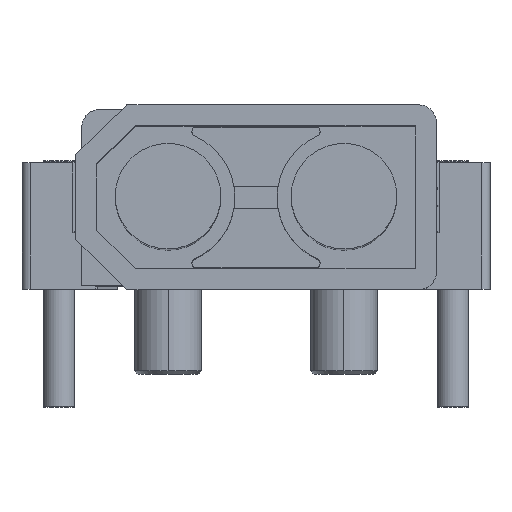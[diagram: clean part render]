
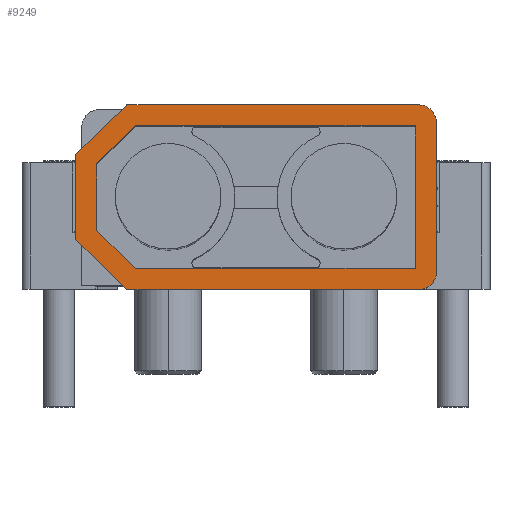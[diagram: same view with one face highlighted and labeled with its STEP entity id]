
A CAD part, top view. The second image highlights one B-rep face of the part: STEP entity #9249.
In plain terms, the highlighted face is planar.
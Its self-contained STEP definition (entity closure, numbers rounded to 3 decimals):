
#17 = FACE_OUTER_BOUND ( 'NONE', #2670, .T. ) ;
#32 = DIRECTION ( 'NONE',  ( 1., 0., 0. ) ) ;
#66 = AXIS2_PLACEMENT_3D ( 'NONE', #9991, #10165, #4409 ) ;
#197 = DIRECTION ( 'NONE',  ( 0., -1., 0. ) ) ;
#312 = DIRECTION ( 'NONE',  ( -1., 0., 0. ) ) ;
#376 = EDGE_CURVE ( 'NONE', #4338, #9603, #14335, .T. ) ;
#390 = PLANE ( 'NONE',  #66 ) ;
#674 = LINE ( 'NONE', #4881, #13199 ) ;
#969 = VERTEX_POINT ( 'NONE', #997 ) ;
#997 = CARTESIAN_POINT ( 'NONE',  ( 3.831, 10.244, -20. ) ) ;
#1299 = CARTESIAN_POINT ( 'NONE',  ( 0.6, 8.555, -20. ) ) ;
#1340 = VECTOR ( 'NONE', #15691, 1000. ) ;
#1440 = CARTESIAN_POINT ( 'NONE',  ( 1.677, 9.65, -20. ) ) ;
#1588 = CARTESIAN_POINT ( 'NONE',  ( 4.65, 6.175, -20. ) ) ;
#1620 = LINE ( 'NONE', #4424, #6072 ) ;
#1653 = AXIS2_PLACEMENT_3D ( 'NONE', #11731, #4674, #14618 ) ;
#1730 = CARTESIAN_POINT ( 'NONE',  ( 4.65, 0.6, -20. ) ) ;
#1767 = VERTEX_POINT ( 'NONE', #10535 ) ;
#1897 = LINE ( 'NONE', #3294, #17178 ) ;
#1921 = CARTESIAN_POINT ( 'NONE',  ( 0., 8.792, -20. ) ) ;
#2144 = DIRECTION ( 'NONE',  ( -0.701, 0.713, 0. ) ) ;
#2491 = AXIS2_PLACEMENT_3D ( 'NONE', #4181, #5663, #14224 ) ;
#2529 = VECTOR ( 'NONE', #8920, 1000. ) ;
#2653 = ORIENTED_EDGE ( 'NONE', *, *, #12319, .F. ) ;
#2670 = EDGE_LOOP ( 'NONE', ( #6609, #5962, #14451, #5697, #2996, #9814, #8776, #18342, #2653, #10086, #6241, #3729 ) ) ;
#2709 = CARTESIAN_POINT ( 'NONE',  ( 1.433, 10.25, -20. ) ) ;
#2996 = ORIENTED_EDGE ( 'NONE', *, *, #15377, .F. ) ;
#3185 = DIRECTION ( 'NONE',  ( 1., 0., 0. ) ) ;
#3246 = CARTESIAN_POINT ( 'NONE',  ( -8.634, 0.014, -20. ) ) ;
#3294 = CARTESIAN_POINT ( 'NONE',  ( 13.884, 0.014, -20. ) ) ;
#3364 = CARTESIAN_POINT ( 'NONE',  ( 4.75, 0., -20. ) ) ;
#3476 = EDGE_CURVE ( 'NONE', #5695, #5866, #10021, .T. ) ;
#3515 = ORIENTED_EDGE ( 'NONE', *, *, #4900, .T. ) ;
#3543 = VERTEX_POINT ( 'NONE', #12889 ) ;
#3676 = VERTEX_POINT ( 'NONE', #1440 ) ;
#3729 = ORIENTED_EDGE ( 'NONE', *, *, #12433, .F. ) ;
#3896 = VERTEX_POINT ( 'NONE', #16663 ) ;
#3994 = LINE ( 'NONE', #16917, #10224 ) ;
#4181 = CARTESIAN_POINT ( 'NONE',  ( 1.433, 10.23, -20. ) ) ;
#4338 = VERTEX_POINT ( 'NONE', #4630 ) ;
#4387 = AXIS2_PLACEMENT_3D ( 'NONE', #7387, #15743, #5690 ) ;
#4409 = DIRECTION ( 'NONE',  ( 0., -1., 0. ) ) ;
#4424 = CARTESIAN_POINT ( 'NONE',  ( 0.6, 6.175, -20. ) ) ;
#4513 = VECTOR ( 'NONE', #17454, 1000. ) ;
#4581 = DIRECTION ( 'NONE',  ( 0., 0., 1. ) ) ;
#4630 = CARTESIAN_POINT ( 'NONE',  ( 4.65, 8.555, -20. ) ) ;
#4674 = DIRECTION ( 'NONE',  ( 0., 0., -1. ) ) ;
#4735 = CIRCLE ( 'NONE', #15113, 0.02 ) ;
#4881 = CARTESIAN_POINT ( 'NONE',  ( 0., 10.25, -20. ) ) ;
#4900 = EDGE_CURVE ( 'NONE', #4338, #6753, #12019, .T. ) ;
#5281 = EDGE_CURVE ( 'NONE', #6753, #3676, #14108, .T. ) ;
#5374 = CARTESIAN_POINT ( 'NONE',  ( 2.625, 9.65, -20. ) ) ;
#5573 = CARTESIAN_POINT ( 'NONE',  ( 1.419, 10.244, -20. ) ) ;
#5618 = CARTESIAN_POINT ( 'NONE',  ( 4.75, 0.5, -20. ) ) ;
#5628 = DIRECTION ( 'NONE',  ( 0., 1., 0. ) ) ;
#5635 = VERTEX_POINT ( 'NONE', #2709 ) ;
#5663 = DIRECTION ( 'NONE',  ( 0., 0., 1. ) ) ;
#5690 = DIRECTION ( 'NONE',  ( 1., 0., 0. ) ) ;
#5695 = VERTEX_POINT ( 'NONE', #8321 ) ;
#5697 = ORIENTED_EDGE ( 'NONE', *, *, #6862, .F. ) ;
#5790 = EDGE_CURVE ( 'NONE', #969, #3543, #14178, .T. ) ;
#5866 = VERTEX_POINT ( 'NONE', #3364 ) ;
#5962 = ORIENTED_EDGE ( 'NONE', *, *, #7139, .F. ) ;
#6072 = VECTOR ( 'NONE', #5628, 1000. ) ;
#6142 = DIRECTION ( 'NONE',  ( 1., 0., 0. ) ) ;
#6241 = ORIENTED_EDGE ( 'NONE', *, *, #15043, .F. ) ;
#6609 = ORIENTED_EDGE ( 'NONE', *, *, #5790, .F. ) ;
#6753 = VERTEX_POINT ( 'NONE', #8722 ) ;
#6859 = EDGE_LOOP ( 'NONE', ( #10952, #11535, #10699, #3515, #16015, #9115 ) ) ;
#6862 = EDGE_CURVE ( 'NONE', #8032, #12431, #9184, .T. ) ;
#6889 = DIRECTION ( 'NONE',  ( 0., -1., 0. ) ) ;
#7139 = EDGE_CURVE ( 'NONE', #17351, #969, #1897, .T. ) ;
#7294 = FACE_BOUND ( 'NONE', #6859, .T. ) ;
#7387 = CARTESIAN_POINT ( 'NONE',  ( 3.817, 10.23, -20. ) ) ;
#7529 = EDGE_CURVE ( 'NONE', #12431, #17351, #4735, .T. ) ;
#7616 = CARTESIAN_POINT ( 'NONE',  ( 5.25, 0., -20. ) ) ;
#7836 = VERTEX_POINT ( 'NONE', #1921 ) ;
#8032 = VERTEX_POINT ( 'NONE', #15863 ) ;
#8126 = CIRCLE ( 'NONE', #15572, 0.5 ) ;
#8321 = CARTESIAN_POINT ( 'NONE',  ( 0.5, 0., -20. ) ) ;
#8330 = DIRECTION ( 'NONE',  ( 1., 0., 0. ) ) ;
#8722 = CARTESIAN_POINT ( 'NONE',  ( 3.573, 9.65, -20. ) ) ;
#8776 = ORIENTED_EDGE ( 'NONE', *, *, #14213, .T. ) ;
#8909 = CARTESIAN_POINT ( 'NONE',  ( 5.244, 8.806, -20. ) ) ;
#8920 = DIRECTION ( 'NONE',  ( -0.701, -0.713, 0. ) ) ;
#9115 = ORIENTED_EDGE ( 'NONE', *, *, #9595, .T. ) ;
#9184 = LINE ( 'NONE', #7616, #18376 ) ;
#9249 = ADVANCED_FACE ( 'NONE', ( #7294, #17 ), #390, .T. ) ;
#9325 = VECTOR ( 'NONE', #6142, 1000. ) ;
#9595 = EDGE_CURVE ( 'NONE', #3676, #11448, #15775, .T. ) ;
#9603 = VERTEX_POINT ( 'NONE', #1730 ) ;
#9814 = ORIENTED_EDGE ( 'NONE', *, *, #3476, .F. ) ;
#9932 = AXIS2_PLACEMENT_3D ( 'NONE', #12782, #11482, #32 ) ;
#9991 = CARTESIAN_POINT ( 'NONE',  ( 0.3, 4.646, -20. ) ) ;
#10021 = LINE ( 'NONE', #12608, #1340 ) ;
#10086 = ORIENTED_EDGE ( 'NONE', *, *, #13605, .F. ) ;
#10165 = DIRECTION ( 'NONE',  ( 0., 0., -1. ) ) ;
#10224 = VECTOR ( 'NONE', #6889, 1000. ) ;
#10535 = CARTESIAN_POINT ( 'NONE',  ( 0.006, 8.806, -20. ) ) ;
#10624 = CARTESIAN_POINT ( 'NONE',  ( 6.988, 6.175, -20. ) ) ;
#10699 = ORIENTED_EDGE ( 'NONE', *, *, #376, .F. ) ;
#10952 = ORIENTED_EDGE ( 'NONE', *, *, #12269, .F. ) ;
#11288 = DIRECTION ( 'NONE',  ( 0., 0., 1. ) ) ;
#11448 = VERTEX_POINT ( 'NONE', #1299 ) ;
#11482 = DIRECTION ( 'NONE',  ( 0., 0., 1. ) ) ;
#11535 = ORIENTED_EDGE ( 'NONE', *, *, #11727, .T. ) ;
#11727 = EDGE_CURVE ( 'NONE', #3896, #9603, #14872, .T. ) ;
#11731 = CARTESIAN_POINT ( 'NONE',  ( 0.5, 0.5, -20. ) ) ;
#11791 = DIRECTION ( 'NONE',  ( 0., 1., 0. ) ) ;
#12019 = LINE ( 'NONE', #10624, #13870 ) ;
#12042 = DIRECTION ( 'NONE',  ( -0.701, 0.713, 0. ) ) ;
#12269 = EDGE_CURVE ( 'NONE', #3896, #11448, #1620, .T. ) ;
#12319 = EDGE_CURVE ( 'NONE', #1767, #7836, #13493, .T. ) ;
#12431 = VERTEX_POINT ( 'NONE', #13065 ) ;
#12433 = EDGE_CURVE ( 'NONE', #3543, #5635, #674, .T. ) ;
#12608 = CARTESIAN_POINT ( 'NONE',  ( 0., 0., -20. ) ) ;
#12782 = CARTESIAN_POINT ( 'NONE',  ( 0.02, 8.792, -20. ) ) ;
#12889 = CARTESIAN_POINT ( 'NONE',  ( 3.817, 10.25, -20. ) ) ;
#13065 = CARTESIAN_POINT ( 'NONE',  ( 5.25, 8.792, -20. ) ) ;
#13199 = VECTOR ( 'NONE', #312, 1000. ) ;
#13269 = CARTESIAN_POINT ( 'NONE',  ( -1.738, 6.175, -20. ) ) ;
#13478 = CARTESIAN_POINT ( 'NONE',  ( 2.625, 0.6, -20. ) ) ;
#13487 = VERTEX_POINT ( 'NONE', #5573 ) ;
#13493 = CIRCLE ( 'NONE', #9932, 0.02 ) ;
#13595 = VECTOR ( 'NONE', #18303, 1000. ) ;
#13605 = EDGE_CURVE ( 'NONE', #13487, #1767, #15990, .T. ) ;
#13870 = VECTOR ( 'NONE', #2144, 1000. ) ;
#14108 = LINE ( 'NONE', #5374, #13595 ) ;
#14178 = CIRCLE ( 'NONE', #4387, 0.02 ) ;
#14213 = EDGE_CURVE ( 'NONE', #5695, #17981, #16212, .T. ) ;
#14224 = DIRECTION ( 'NONE',  ( 1., 0., 0. ) ) ;
#14335 = LINE ( 'NONE', #1588, #18035 ) ;
#14349 = CARTESIAN_POINT ( 'NONE',  ( 0., 0.5, -20. ) ) ;
#14451 = ORIENTED_EDGE ( 'NONE', *, *, #7529, .F. ) ;
#14618 = DIRECTION ( 'NONE',  ( -1., 0., 0. ) ) ;
#14872 = LINE ( 'NONE', #13478, #9325 ) ;
#14970 = CARTESIAN_POINT ( 'NONE',  ( 5.23, 8.792, -20. ) ) ;
#14984 = EDGE_CURVE ( 'NONE', #7836, #17981, #3994, .T. ) ;
#15043 = EDGE_CURVE ( 'NONE', #5635, #13487, #17336, .T. ) ;
#15113 = AXIS2_PLACEMENT_3D ( 'NONE', #14970, #4581, #3185 ) ;
#15377 = EDGE_CURVE ( 'NONE', #5866, #8032, #8126, .T. ) ;
#15572 = AXIS2_PLACEMENT_3D ( 'NONE', #5618, #11288, #8330 ) ;
#15691 = DIRECTION ( 'NONE',  ( 1., 0., 0. ) ) ;
#15743 = DIRECTION ( 'NONE',  ( 0., 0., 1. ) ) ;
#15775 = LINE ( 'NONE', #13269, #4513 ) ;
#15863 = CARTESIAN_POINT ( 'NONE',  ( 5.25, 0.5, -20. ) ) ;
#15990 = LINE ( 'NONE', #3246, #2529 ) ;
#16015 = ORIENTED_EDGE ( 'NONE', *, *, #5281, .T. ) ;
#16212 = CIRCLE ( 'NONE', #1653, 0.5 ) ;
#16663 = CARTESIAN_POINT ( 'NONE',  ( 0.6, 0.6, -20. ) ) ;
#16917 = CARTESIAN_POINT ( 'NONE',  ( 0., 0., -20. ) ) ;
#17178 = VECTOR ( 'NONE', #12042, 1000. ) ;
#17336 = CIRCLE ( 'NONE', #2491, 0.02 ) ;
#17351 = VERTEX_POINT ( 'NONE', #8909 ) ;
#17454 = DIRECTION ( 'NONE',  ( -0.701, -0.713, 0. ) ) ;
#17981 = VERTEX_POINT ( 'NONE', #14349 ) ;
#18035 = VECTOR ( 'NONE', #197, 1000. ) ;
#18303 = DIRECTION ( 'NONE',  ( -1., 0., 0. ) ) ;
#18342 = ORIENTED_EDGE ( 'NONE', *, *, #14984, .F. ) ;
#18376 = VECTOR ( 'NONE', #11791, 1000. ) ;
